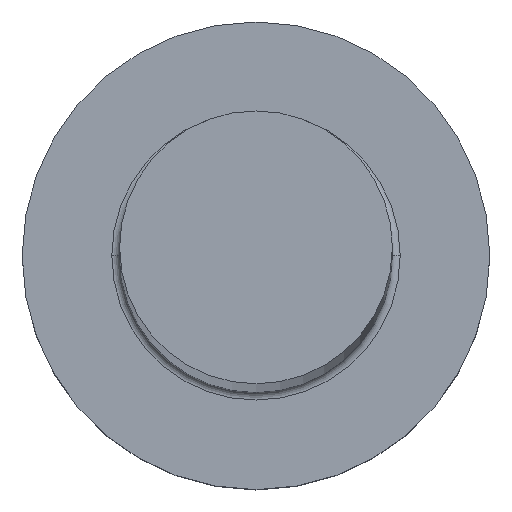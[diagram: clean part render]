
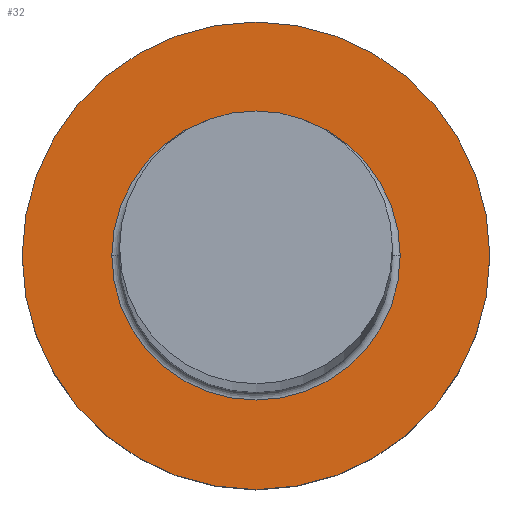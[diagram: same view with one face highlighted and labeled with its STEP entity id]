
A CAD part, top view. The second image highlights one B-rep face of the part: STEP entity #32.
In plain terms, the highlighted planar face has unit normal (0, 0, 1).
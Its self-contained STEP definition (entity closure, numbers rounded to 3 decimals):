
#8 = CARTESIAN_POINT ( 'NONE',  ( 3.7, 0., 5. ) ) ;
#24 = VERTEX_POINT ( 'NONE', #64 ) ;
#28 = AXIS2_PLACEMENT_3D ( 'NONE', #133, #161, #75 ) ;
#32 = ADVANCED_FACE ( 'NONE', ( #88, #166 ), #254, .T. ) ;
#37 = VERTEX_POINT ( 'NONE', #249 ) ;
#56 = CARTESIAN_POINT ( 'NONE',  ( 0., 0., 5. ) ) ;
#64 = CARTESIAN_POINT ( 'NONE',  ( -3.7, 0., 5. ) ) ;
#68 = CIRCLE ( 'NONE', #253, 3.7 ) ;
#74 = ORIENTED_EDGE ( 'NONE', *, *, #180, .T. ) ;
#75 = DIRECTION ( 'NONE',  ( 1., 0., 0. ) ) ;
#76 = ORIENTED_EDGE ( 'NONE', *, *, #213, .T. ) ;
#77 = DIRECTION ( 'NONE',  ( 0., 0., -1. ) ) ;
#79 = DIRECTION ( 'NONE',  ( 1., 0., 0. ) ) ;
#88 = FACE_BOUND ( 'NONE', #226, .T. ) ;
#100 = AXIS2_PLACEMENT_3D ( 'NONE', #145, #189, #117 ) ;
#104 = CARTESIAN_POINT ( 'NONE',  ( 0., 0., 5. ) ) ;
#109 = CIRCLE ( 'NONE', #28, 6. ) ;
#116 = AXIS2_PLACEMENT_3D ( 'NONE', #174, #265, #237 ) ;
#117 = DIRECTION ( 'NONE',  ( 1., 0., 0. ) ) ;
#133 = CARTESIAN_POINT ( 'NONE',  ( 0., 0., 5. ) ) ;
#145 = CARTESIAN_POINT ( 'NONE',  ( 0., 0., 5. ) ) ;
#156 = AXIS2_PLACEMENT_3D ( 'NONE', #104, #77, #79 ) ;
#159 = VERTEX_POINT ( 'NONE', #235 ) ;
#161 = DIRECTION ( 'NONE',  ( 0., 0., 1. ) ) ;
#162 = CIRCLE ( 'NONE', #156, 3.7 ) ;
#166 = FACE_OUTER_BOUND ( 'NONE', #238, .T. ) ;
#174 = CARTESIAN_POINT ( 'NONE',  ( 0., 0., 5. ) ) ;
#175 = ORIENTED_EDGE ( 'NONE', *, *, #231, .T. ) ;
#180 = EDGE_CURVE ( 'NONE', #159, #37, #263, .T. ) ;
#189 = DIRECTION ( 'NONE',  ( 0., 0., 1. ) ) ;
#198 = DIRECTION ( 'NONE',  ( 0., 0., -1. ) ) ;
#200 = DIRECTION ( 'NONE',  ( 1., 0., 0. ) ) ;
#213 = EDGE_CURVE ( 'NONE', #292, #24, #162, .T. ) ;
#226 = EDGE_LOOP ( 'NONE', ( #76, #175 ) ) ;
#231 = EDGE_CURVE ( 'NONE', #24, #292, #68, .T. ) ;
#235 = CARTESIAN_POINT ( 'NONE',  ( 6., 0., 5. ) ) ;
#237 = DIRECTION ( 'NONE',  ( 1., 0., 0. ) ) ;
#238 = EDGE_LOOP ( 'NONE', ( #273, #74 ) ) ;
#249 = CARTESIAN_POINT ( 'NONE',  ( -6., 0., 5. ) ) ;
#253 = AXIS2_PLACEMENT_3D ( 'NONE', #56, #198, #200 ) ;
#254 = PLANE ( 'NONE',  #100 ) ;
#263 = CIRCLE ( 'NONE', #116, 6. ) ;
#265 = DIRECTION ( 'NONE',  ( 0., 0., 1. ) ) ;
#273 = ORIENTED_EDGE ( 'NONE', *, *, #307, .T. ) ;
#292 = VERTEX_POINT ( 'NONE', #8 ) ;
#307 = EDGE_CURVE ( 'NONE', #37, #159, #109, .T. ) ;
